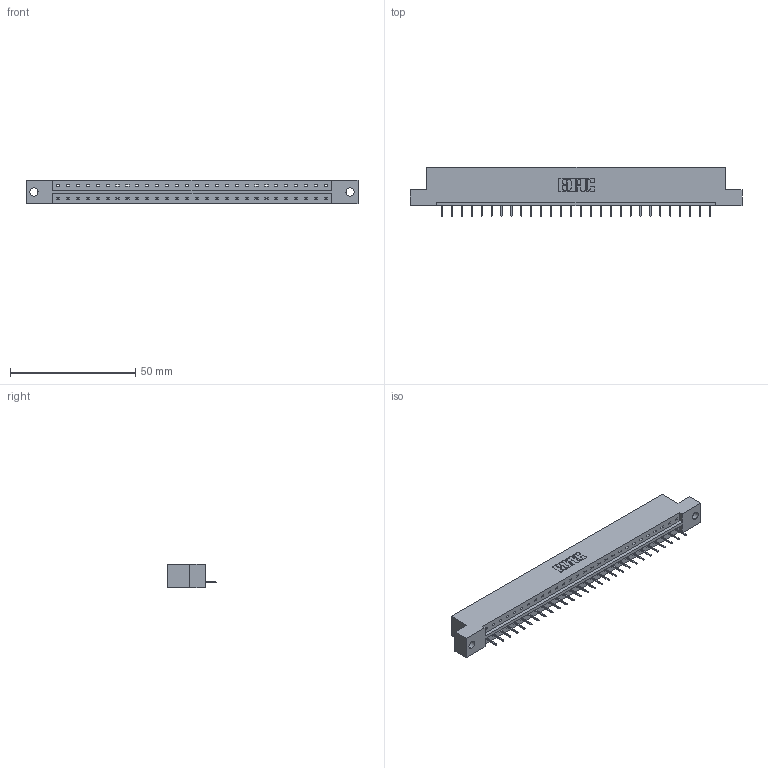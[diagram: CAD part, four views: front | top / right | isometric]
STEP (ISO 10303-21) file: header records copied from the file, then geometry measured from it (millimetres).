
FILE_DESCRIPTION (( 'STEP AP203' ), '1' );
FILE_NAME ('333-028-524-102.STEP', '2018-08-02T14:51:13', ( '' ), ( '' ), 'SwSTEP 2.0', 'SolidWorks 2016', '' );
FILE_SCHEMA (( 'CONFIG_CONTROL_DESIGN' ));
Length unit declared in the file: inch
Products named in the file (3): 333 Part_Flush - .128 Dia; 345-292-001_345-293-124; 333-028-524-102
Assembly tree (29 placements, depth 2):
  333-028-524-102
    333 Part_Flush - .128 Dia
    345-292-001_345-293-124  x28
Bounding box: 132.49 x 19.69 x 9.4 mm (x, y, z)
Volume: 13064.2 mm3; surface area: 13391.2 mm2
Topology: 29 solids, 29 shells, 1850 faces, 5351 edges, 3454 vertices
Faces by surface type: plane 1414, cylinder 436
Entity records: 19005 total; most frequent: CARTESIAN_POINT 3286, ORIENTED_EDGE 3250, DIRECTION 2801, EDGE_CURVE 1625, VECTOR 1501, LINE 1501, VERTEX_POINT 1078, AXIS2_PLACEMENT_3D 650
